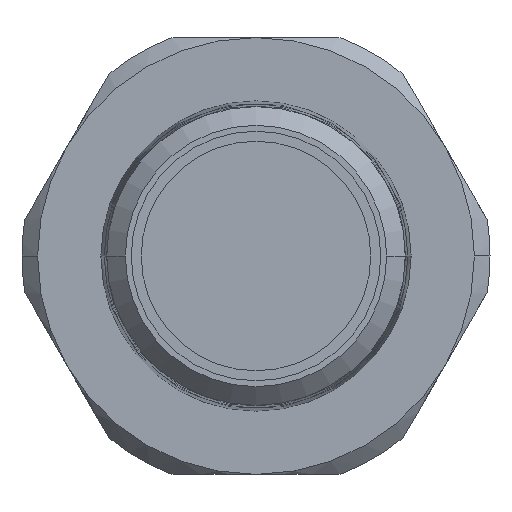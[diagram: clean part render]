
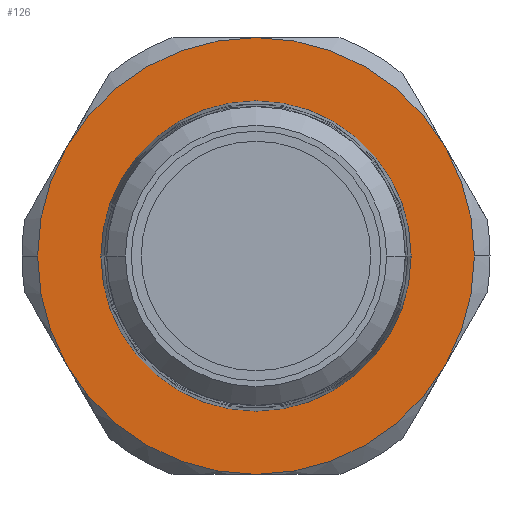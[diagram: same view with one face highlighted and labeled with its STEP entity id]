
A CAD part, front view. The second image highlights one B-rep face of the part: STEP entity #126.
In plain terms, the highlighted planar face has unit normal (0, -1, 0).
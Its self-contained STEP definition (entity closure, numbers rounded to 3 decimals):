
#126=ADVANCED_FACE('',(#303,#304),#305,.F.);
#303=FACE_BOUND('',#490,.T.);
#304=FACE_OUTER_BOUND('',#491,.T.);
#305=PLANE('',#492);
#490=EDGE_LOOP('',(#1121,#1122));
#491=EDGE_LOOP('',(#1123,#1124,#1125,#1126,#1127,#1128,#1129,#1130));
#492=AXIS2_PLACEMENT_3D('',#1131,#1132,#1133);
#1121=ORIENTED_EDGE('',*,*,#1228,.T.);
#1122=ORIENTED_EDGE('',*,*,#1341,.T.);
#1123=ORIENTED_EDGE('',*,*,#1224,.F.);
#1124=ORIENTED_EDGE('',*,*,#1353,.F.);
#1125=ORIENTED_EDGE('',*,*,#1357,.F.);
#1126=ORIENTED_EDGE('',*,*,#1220,.F.);
#1127=ORIENTED_EDGE('',*,*,#1362,.F.);
#1128=ORIENTED_EDGE('',*,*,#1365,.F.);
#1129=ORIENTED_EDGE('',*,*,#1368,.F.);
#1130=ORIENTED_EDGE('',*,*,#1349,.F.);
#1131=CARTESIAN_POINT('',(0.,6.5,0.0));
#1132=DIRECTION('',(0.0,1.0,0.0));
#1133=DIRECTION('',(0.0,0.0,1.0));
#1220=EDGE_CURVE('',#1453,#1455,#1456,.T.);
#1224=EDGE_CURVE('',#1460,#1458,#1462,.T.);
#1228=EDGE_CURVE('',#1464,#1468,#1470,.T.);
#1341=EDGE_CURVE('',#1468,#1464,#1659,.T.);
#1349=EDGE_CURVE('',#1458,#1670,#1671,.T.);
#1353=EDGE_CURVE('',#1676,#1460,#1678,.T.);
#1357=EDGE_CURVE('',#1455,#1676,#1684,.T.);
#1362=EDGE_CURVE('',#1690,#1453,#1692,.T.);
#1365=EDGE_CURVE('',#1634,#1690,#1696,.T.);
#1368=EDGE_CURVE('',#1670,#1634,#1700,.T.);
#1453=VERTEX_POINT('',#1828);
#1455=VERTEX_POINT('',#1831);
#1456=CIRCLE('',#1832,7.0);
#1458=VERTEX_POINT('',#1845);
#1460=VERTEX_POINT('',#1848);
#1462=CIRCLE('',#1861,7.0);
#1464=VERTEX_POINT('',#1863);
#1468=VERTEX_POINT('',#1868);
#1470=CIRCLE('',#1871,4.973);
#1634=VERTEX_POINT('',#2102);
#1659=CIRCLE('',#2173,4.973);
#1670=VERTEX_POINT('',#2184);
#1671=CIRCLE('',#2185,7.0);
#1676=VERTEX_POINT('',#2201);
#1678=CIRCLE('',#2214,7.0);
#1684=CIRCLE('',#2242,7.0);
#1690=VERTEX_POINT('',#2259);
#1692=CIRCLE('',#2272,7.0);
#1696=CIRCLE('',#2287,7.0);
#1700=CIRCLE('',#2302,7.0);
#1828=CARTESIAN_POINT('',(7.0,6.5,0.));
#1831=CARTESIAN_POINT('',(6.062,6.5,-3.5));
#1832=AXIS2_PLACEMENT_3D('',#2497,#2498,#2499);
#1845=CARTESIAN_POINT('',(-7.0,6.5,0.));
#1848=CARTESIAN_POINT('',(-6.062,6.5,-3.5));
#1861=AXIS2_PLACEMENT_3D('',#2501,#2502,#2503);
#1863=CARTESIAN_POINT('',(4.973,6.5,0.0));
#1868=CARTESIAN_POINT('',(-4.973,6.5,0.));
#1871=AXIS2_PLACEMENT_3D('',#2509,#2510,#2511);
#2102=CARTESIAN_POINT('',(0.,6.5,7.0));
#2173=AXIS2_PLACEMENT_3D('',#2698,#2699,#2700);
#2184=CARTESIAN_POINT('',(-6.062,6.5,3.5));
#2185=AXIS2_PLACEMENT_3D('',#2722,#2723,#2724);
#2201=CARTESIAN_POINT('',(0.0,6.5,-7.0));
#2214=AXIS2_PLACEMENT_3D('',#2728,#2729,#2730);
#2242=AXIS2_PLACEMENT_3D('',#2734,#2735,#2736);
#2259=CARTESIAN_POINT('',(6.062,6.5,3.5));
#2272=AXIS2_PLACEMENT_3D('',#2743,#2744,#2745);
#2287=AXIS2_PLACEMENT_3D('',#2749,#2750,#2751);
#2302=AXIS2_PLACEMENT_3D('',#2755,#2756,#2757);
#2497=CARTESIAN_POINT('',(0.0,6.5,0.0));
#2498=DIRECTION('',(-0.0,1.0,0.0));
#2499=DIRECTION('',(1.0,0.0,0.0));
#2501=CARTESIAN_POINT('',(0.0,6.5,0.0));
#2502=DIRECTION('',(-0.0,1.0,0.0));
#2503=DIRECTION('',(1.0,0.0,0.0));
#2509=CARTESIAN_POINT('',(0.0,6.5,0.0));
#2510=DIRECTION('',(-0.0,1.0,0.0));
#2511=DIRECTION('',(1.0,0.0,0.0));
#2698=CARTESIAN_POINT('',(0.0,6.5,0.0));
#2699=DIRECTION('',(-0.0,1.0,0.0));
#2700=DIRECTION('',(1.0,0.0,0.0));
#2722=CARTESIAN_POINT('',(0.0,6.5,0.0));
#2723=DIRECTION('',(-0.0,1.0,0.0));
#2724=DIRECTION('',(1.0,0.0,0.0));
#2728=CARTESIAN_POINT('',(0.0,6.5,0.0));
#2729=DIRECTION('',(-0.0,1.0,0.0));
#2730=DIRECTION('',(1.0,0.0,0.0));
#2734=CARTESIAN_POINT('',(0.0,6.5,0.0));
#2735=DIRECTION('',(-0.0,1.0,0.0));
#2736=DIRECTION('',(1.0,0.0,0.0));
#2743=CARTESIAN_POINT('',(0.0,6.5,0.0));
#2744=DIRECTION('',(-0.0,1.0,0.0));
#2745=DIRECTION('',(1.0,0.0,0.0));
#2749=CARTESIAN_POINT('',(0.0,6.5,0.0));
#2750=DIRECTION('',(-0.0,1.0,0.0));
#2751=DIRECTION('',(1.0,0.0,0.0));
#2755=CARTESIAN_POINT('',(0.0,6.5,0.0));
#2756=DIRECTION('',(-0.0,1.0,0.0));
#2757=DIRECTION('',(1.0,0.0,0.0));
